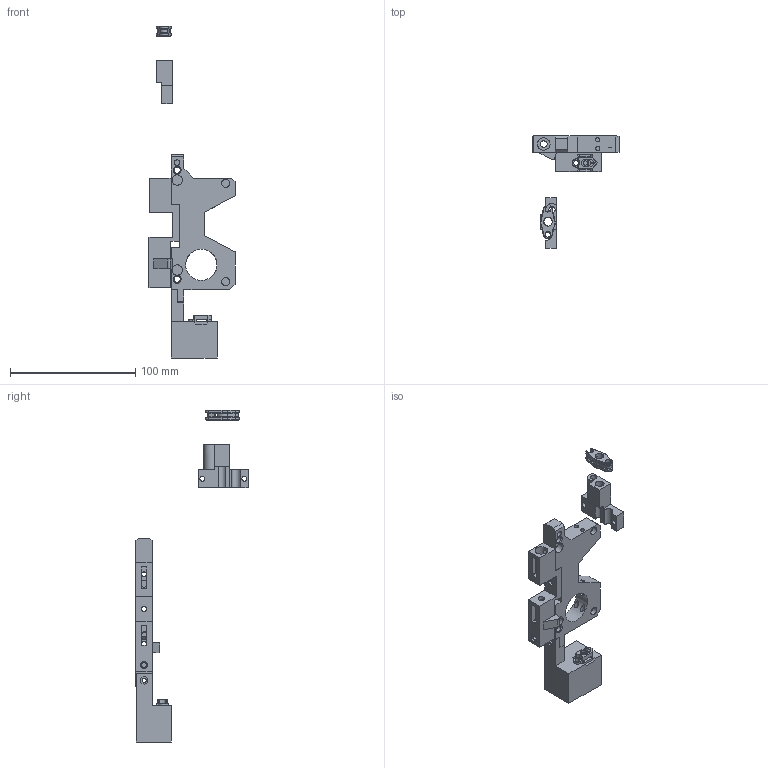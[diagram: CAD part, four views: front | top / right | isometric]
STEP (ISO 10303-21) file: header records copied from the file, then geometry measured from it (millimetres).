
FILE_DESCRIPTION(('FreeCAD Model'),'2;1');
FILE_NAME('Open CASCADE Shape Model','2024-03-06T23:32:01',(''),(''), 'Open CASCADE STEP processor 7.6','FreeCAD','Unknown');
FILE_SCHEMA(('AUTOMOTIVE_DESIGN { 1 0 10303 214 1 1 1 1 }'));
Length unit declared in the file: millimetre
Products named in the file (10): Dock; main; 2020 mount; Ooze Shield; mount; slider; strip holder; Wire Loom; clip; holder
Assembly tree (9 placements, depth 3):
  Dock
    main
    2020 mount
    Ooze Shield
      mount
      slider
      strip holder
    Wire Loom
      clip
      holder
Bounding box: 68.65 x 89.65 x 264.97 mm (x, y, z)
Volume: 88123.8 mm3; surface area: 39460.3 mm2
Topology: 7 solids, 7 shells, 338 faces, 910 edges, 594 vertices
Faces by surface type: plane 200, cylinder 106, torus 28, cone 2, extrusion 2
Full cylindrical faces by diameter (mm): 1.5 x2, 3.4 x6, 3.5 x3, 3.85 x3, 4 x8, 4.5 x2, 5 x4, 5.3 x2, 5.5 x2, 6 x2, 6.5 x2, 7 x2, 8.3 x2, 10 x2, 25 x1
Entity records: 12363 total; most frequent: CARTESIAN_POINT 3376, ORIENTED_EDGE 1818, DIRECTION 1795, EDGE_CURVE 909, VECTOR 617, LINE 615, VERTEX_POINT 594, AXIS2_PLACEMENT_3D 589
